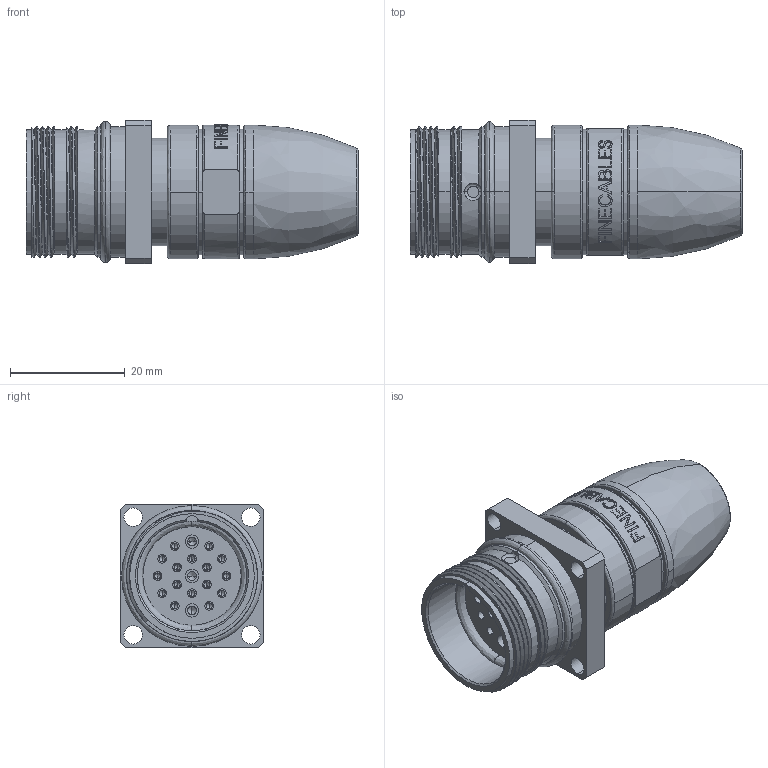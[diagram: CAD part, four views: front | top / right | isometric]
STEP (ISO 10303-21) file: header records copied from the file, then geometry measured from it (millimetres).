
FILE_DESCRIPTION (( 'STEP AP203' ), '1' );
FILE_NAME ('P381.STEP', '2020-04-15T07:19:01', ( 'edpusr' ), ( 'Microsoft' ), 'SwSTEP 2.0', 'SolidWorks 2015', '' );
FILE_SCHEMA (( 'CONFIG_CONTROL_DESIGN' ));
Length unit declared in the file: millimetre
Products named in the file (1): P381
Bounding box: 57.8 x 25 x 25 mm (x, y, z)
Volume: 12228.5 mm3; surface area: 11106.1 mm2
Topology: 3 solids, 3 shells, 562 faces, 1448 edges, 921 vertices
Faces by surface type: cylinder 246, plane 192, bspline 81, cone 43
Entity records: 27003 total; most frequent: CARTESIAN_POINT 13733, ORIENTED_EDGE 2792, DIRECTION 2679, EDGE_CURVE 1396, AXIS2_PLACEMENT_3D 1033, VERTEX_POINT 921, EDGE_LOOP 655, VECTOR 613
